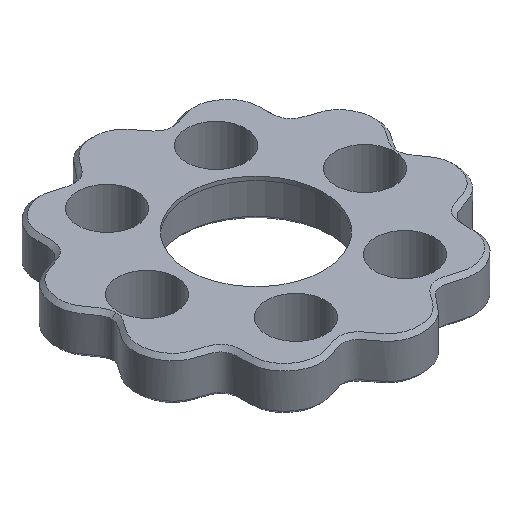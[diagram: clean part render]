
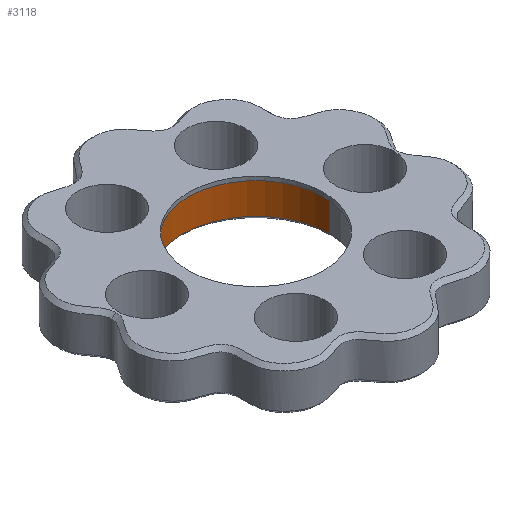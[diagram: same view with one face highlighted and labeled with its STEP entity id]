
A CAD part, isometric view. The second image highlights one B-rep face of the part: STEP entity #3118.
In plain terms, the highlighted cylindrical face has radius 7.575 mm (diameter 15.15 mm), a partial arc.
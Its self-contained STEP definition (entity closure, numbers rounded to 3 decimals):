
#45 = EDGE_CURVE ( 'NONE', #9935, #10953, #165, .T. ) ;
#142 = CARTESIAN_POINT ( 'NONE',  ( 7.575, 0., 4. ) ) ;
#165 = CIRCLE ( 'NONE', #8723, 7.575 ) ;
#516 = ORIENTED_EDGE ( 'NONE', *, *, #45, .T. ) ;
#776 = ORIENTED_EDGE ( 'NONE', *, *, #5516, .F. ) ;
#1474 = DIRECTION ( 'NONE',  ( 1., 0., 0. ) ) ;
#2120 = AXIS2_PLACEMENT_3D ( 'NONE', #3374, #12154, #6601 ) ;
#2138 = CARTESIAN_POINT ( 'NONE',  ( 7.575, 0., 4. ) ) ;
#2933 = VECTOR ( 'NONE', #9964, 1000. ) ;
#3118 = ADVANCED_FACE ( 'NONE', ( #12097 ), #7132, .F. ) ;
#3245 = EDGE_LOOP ( 'NONE', ( #6107, #776, #12433, #516 ) ) ;
#3374 = CARTESIAN_POINT ( 'NONE',  ( 0., 0., 4. ) ) ;
#3383 = DIRECTION ( 'NONE',  ( -1., 0., 0. ) ) ;
#3756 = VECTOR ( 'NONE', #7037, 1000. ) ;
#4115 = LINE ( 'NONE', #8062, #2933 ) ;
#4241 = CARTESIAN_POINT ( 'NONE',  ( -7.575, 0., 4. ) ) ;
#5384 = CIRCLE ( 'NONE', #2120, 7.575 ) ;
#5516 = EDGE_CURVE ( 'NONE', #12093, #9872, #5384, .T. ) ;
#6107 = ORIENTED_EDGE ( 'NONE', *, *, #7755, .F. ) ;
#6311 = DIRECTION ( 'NONE',  ( 0., 0., -1. ) ) ;
#6601 = DIRECTION ( 'NONE',  ( -1., 0., 0. ) ) ;
#6613 = CARTESIAN_POINT ( 'NONE',  ( 7.575, 0., 0.4 ) ) ;
#6690 = AXIS2_PLACEMENT_3D ( 'NONE', #8289, #6311, #3383 ) ;
#6974 = LINE ( 'NONE', #2138, #3756 ) ;
#7037 = DIRECTION ( 'NONE',  ( 0., 0., -1. ) ) ;
#7132 = CYLINDRICAL_SURFACE ( 'NONE', #6690, 7.575 ) ;
#7755 = EDGE_CURVE ( 'NONE', #9872, #10953, #6974, .T. ) ;
#7798 = EDGE_CURVE ( 'NONE', #12093, #9935, #4115, .T. ) ;
#8062 = CARTESIAN_POINT ( 'NONE',  ( -7.575, 0., 4. ) ) ;
#8289 = CARTESIAN_POINT ( 'NONE',  ( 0., 0., 4. ) ) ;
#8723 = AXIS2_PLACEMENT_3D ( 'NONE', #9112, #9244, #1474 ) ;
#9112 = CARTESIAN_POINT ( 'NONE',  ( 0., 0., 0.4 ) ) ;
#9244 = DIRECTION ( 'NONE',  ( 0., 0., -1. ) ) ;
#9872 = VERTEX_POINT ( 'NONE', #142 ) ;
#9935 = VERTEX_POINT ( 'NONE', #11797 ) ;
#9964 = DIRECTION ( 'NONE',  ( 0., 0., -1. ) ) ;
#10953 = VERTEX_POINT ( 'NONE', #6613 ) ;
#11797 = CARTESIAN_POINT ( 'NONE',  ( -7.575, 0., 0.4 ) ) ;
#12093 = VERTEX_POINT ( 'NONE', #4241 ) ;
#12097 = FACE_OUTER_BOUND ( 'NONE', #3245, .T. ) ;
#12154 = DIRECTION ( 'NONE',  ( 0., 0., -1. ) ) ;
#12433 = ORIENTED_EDGE ( 'NONE', *, *, #7798, .T. ) ;
